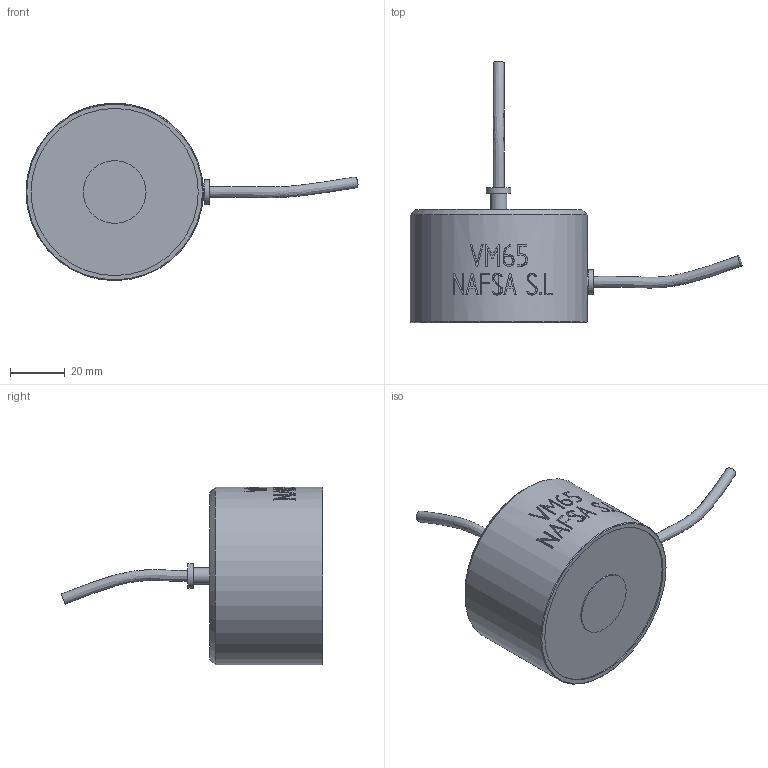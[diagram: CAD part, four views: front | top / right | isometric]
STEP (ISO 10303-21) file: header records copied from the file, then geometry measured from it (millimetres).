
FILE_DESCRIPTION( ( 'Unknown' ), '1' );
FILE_NAME( 'NAFSA_VM65_S.stp', 'Unknown', ( 'Unknown' ), ( 'Unknown' ), 'PSStep 11.0', 'Unknown', ' ' );
FILE_SCHEMA( ( 'AUTOMOTIVE_DESIGN { 1 0 10303 214 1 1 1 1 }' ) );
Length unit declared in the file: millimetre
Products named in the file (4): Assem1; Carcasa VM65_S; Casquillo plastico D4-6-9x8; Manguera VM65
Bounding box: 121.72 x 95.94 x 65 mm (x, y, z)
Volume: 270097.4 mm3; surface area: 43059.1 mm2
Topology: 6 solids, 6 shells, 284 faces, 702 edges, 468 vertices
Faces by surface type: plane 222, cylinder 28, extrusion 28, cone 4, bspline 2
Full cylindrical faces by diameter (mm): 2 x2, 4 x2, 6 x4, 6.647 x2, 9 x2, 23 x2, 61.3 x2, 65 x2
Entity records: 6120 total; most frequent: CARTESIAN_POINT 1846, ORIENTED_EDGE 650, DIRECTION 566, EDGE_CURVE 325, VERTEX_POINT 224, AXIS2_PLACEMENT_3D 214, EDGE_LOOP 175, FACE_OUTER_BOUND 150
